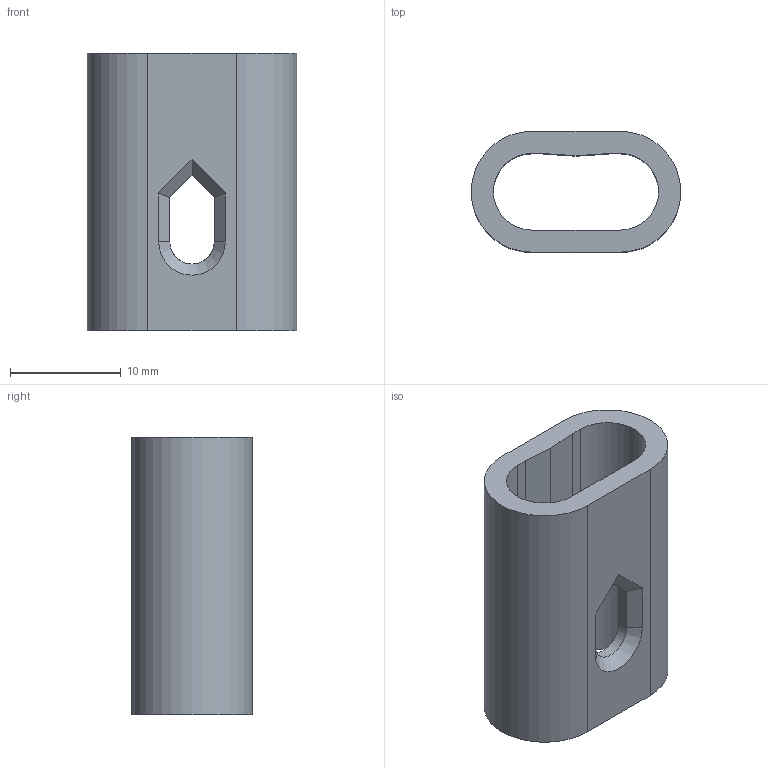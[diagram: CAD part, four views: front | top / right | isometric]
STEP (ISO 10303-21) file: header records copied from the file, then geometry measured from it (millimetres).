
FILE_DESCRIPTION(('FreeCAD Model'),'2;1');
FILE_NAME('Open CASCADE Shape Model','2025-06-21T11:49:20',(''),(''), 'Open CASCADE STEP processor 7.8','FreeCAD','Unknown');
FILE_SCHEMA(('AUTOMOTIVE_DESIGN { 1 0 10303 214 1 1 1 1 }'));
Length unit declared in the file: millimetre
Products named in the file (1): Body
Bounding box: 18.9 x 10.9 x 25 mm (x, y, z)
Volume: 2082 mm3; surface area: 2331.4 mm2
Topology: 1 solids, 1 shells, 33 faces, 85 edges, 53 vertices
Faces by surface type: plane 25, cylinder 6, cone 2
Entity records: 2143 total; most frequent: CARTESIAN_POINT 368, DIRECTION 334, LINE 225, VECTOR 225, ORIENTED_EDGE 170, PCURVE 170, DEFINITIONAL_REPRESENTATION 170, EDGE_CURVE 85
